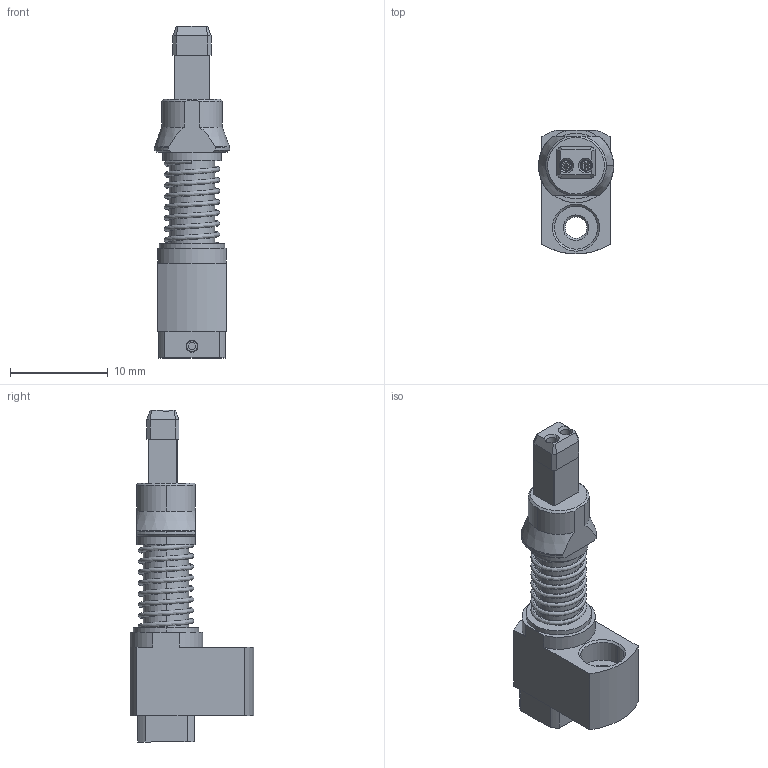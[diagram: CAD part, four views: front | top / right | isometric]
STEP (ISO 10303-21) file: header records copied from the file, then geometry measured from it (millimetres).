
FILE_DESCRIPTION (( 'STEP AP214' ), '1' );
FILE_NAME ('MOD-1119367-HF77-0006BG01-2.STEP', '2023-06-15T09:51:02', ( '' ), ( '' ), 'SwSTEP 2.0', 'SolidWorks 2020', '' );
FILE_SCHEMA (( 'AUTOMOTIVE_DESIGN' ));
Length unit declared in the file: millimetre
Products named in the file (1): MOD-1119367-HF77-0006BG01-2
Bounding box: 7.7 x 12.65 x 33.95 mm (x, y, z)
Volume: 1044.1 mm3; surface area: 1347.1 mm2
Topology: 2 solids, 2 shells, 479 faces, 1138 edges, 687 vertices
Faces by surface type: plane 329, bspline 58, cylinder 51, cone 34, sphere 4, torus 3
Entity records: 21590 total; most frequent: CARTESIAN_POINT 7487, ORIENTED_EDGE 2260, DIRECTION 1862, EDGE_CURVE 1130, VECTOR 750, LINE 750, VERTEX_POINT 683, AXIS2_PLACEMENT_3D 556
